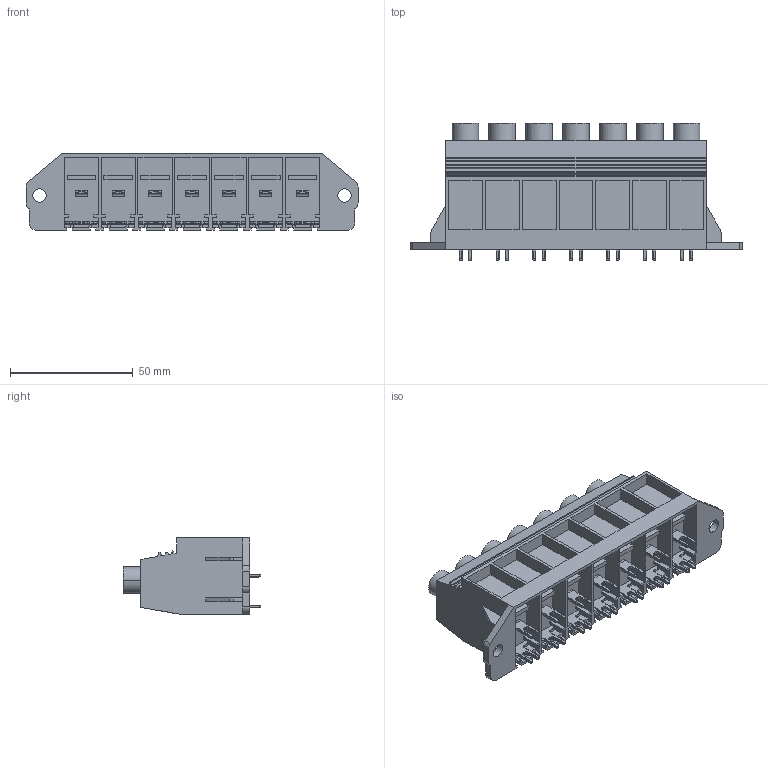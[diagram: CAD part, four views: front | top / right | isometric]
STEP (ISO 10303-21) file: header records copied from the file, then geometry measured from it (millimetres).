
FILE_DESCRIPTION(('CATIA V5 STEP Exchange'),'2;1');
FILE_NAME ('D1451658_0_1386590000_1386590000.stp','2016-10-04T09:57:12+00:00',('none'),('Weidmueller'),'CATIA Version 5-6 Release 2014','CATIA V5 STEP AP203','none');
FILE_SCHEMA(('CONFIG_CONTROL_DESIGN'));
Length unit declared in the file: millimetre
Products named in the file (1): 1386590000_S
Bounding box: 135 x 56 x 31 mm (x, y, z)
Volume: 105606.9 mm3; surface area: 36378.8 mm2
Topology: 22 solids, 22 shells, 1316 faces, 3708 edges, 2464 vertices
Faces by surface type: plane 901, cylinder 411, extrusion 4
Entity records: 39576 total; most frequent: CARTESIAN_POINT 8783, ORIENTED_EDGE 7416, DIRECTION 4694, EDGE_CURVE 3708, VECTOR 2730, LINE 2726, VERTEX_POINT 2464, EDGE_LOOP 1348
